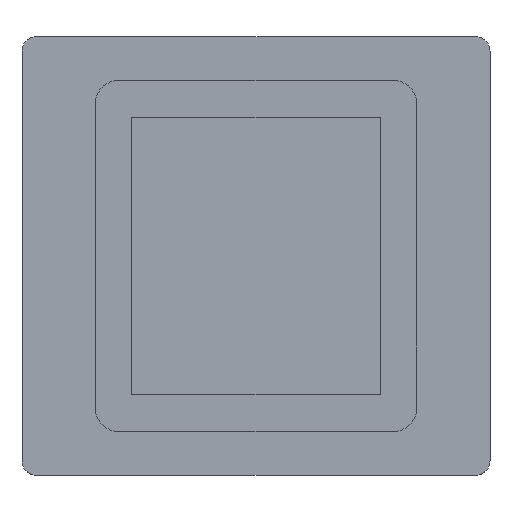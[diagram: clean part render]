
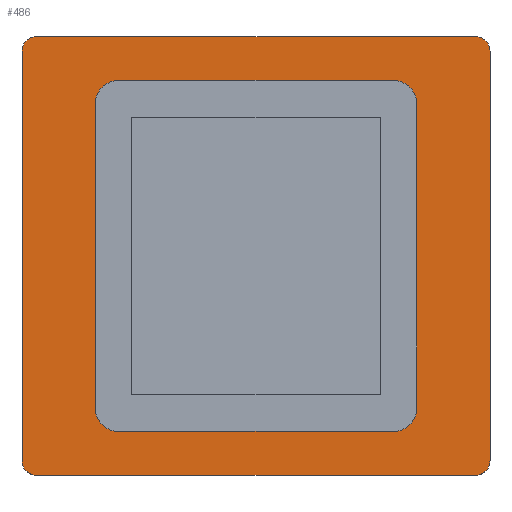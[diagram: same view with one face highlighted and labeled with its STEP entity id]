
A CAD part, top view. The second image highlights one B-rep face of the part: STEP entity #486.
In plain terms, the highlighted planar face has unit normal (0, 0, 1).
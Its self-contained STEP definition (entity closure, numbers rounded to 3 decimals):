
#17 = CARTESIAN_POINT ( 'NONE',  ( 15., -15., 18. ) ) ;
#18 = VERTEX_POINT ( 'NONE', #814 ) ;
#39 = AXIS2_PLACEMENT_3D ( 'NONE', #2055, #461, #1557 ) ;
#42 = EDGE_CURVE ( 'NONE', #560, #1919, #1709, .T. ) ;
#50 = EDGE_CURVE ( 'NONE', #1618, #18, #838, .T. ) ;
#92 = CIRCLE ( 'NONE', #281, 1. ) ;
#117 = CARTESIAN_POINT ( 'NONE',  ( -9.4, 12., 18. ) ) ;
#140 = AXIS2_PLACEMENT_3D ( 'NONE', #218, #1444, #1778 ) ;
#180 = VECTOR ( 'NONE', #1881, 1000. ) ;
#192 = VERTEX_POINT ( 'NONE', #2173 ) ;
#197 = CARTESIAN_POINT ( 'NONE',  ( 11., -10.4, 18. ) ) ;
#204 = ORIENTED_EDGE ( 'NONE', *, *, #626, .T. ) ;
#205 = EDGE_CURVE ( 'NONE', #465, #18, #1414, .T. ) ;
#218 = CARTESIAN_POINT ( 'NONE',  ( -15., 14., 18. ) ) ;
#221 = VERTEX_POINT ( 'NONE', #17 ) ;
#251 = VERTEX_POINT ( 'NONE', #389 ) ;
#281 = AXIS2_PLACEMENT_3D ( 'NONE', #1893, #657, #319 ) ;
#301 = CIRCLE ( 'NONE', #1606, 1.6 ) ;
#310 = CARTESIAN_POINT ( 'NONE',  ( 15., -14., 18. ) ) ;
#319 = DIRECTION ( 'NONE',  ( -1., 0., 0. ) ) ;
#320 = ORIENTED_EDGE ( 'NONE', *, *, #1154, .T. ) ;
#340 = DIRECTION ( 'NONE',  ( 0., 0., -1. ) ) ;
#389 = CARTESIAN_POINT ( 'NONE',  ( 9.4, 12., 18. ) ) ;
#395 = ORIENTED_EDGE ( 'NONE', *, *, #2272, .T. ) ;
#425 = DIRECTION ( 'NONE',  ( -1., 0., 0. ) ) ;
#434 = CARTESIAN_POINT ( 'NONE',  ( -16., 14., 18. ) ) ;
#454 = VECTOR ( 'NONE', #587, 1000. ) ;
#461 = DIRECTION ( 'NONE',  ( 0., 0., 1. ) ) ;
#465 = VERTEX_POINT ( 'NONE', #1364 ) ;
#486 = ADVANCED_FACE ( 'NONE', ( #1737, #1193 ), #1921, .T. ) ;
#530 = CARTESIAN_POINT ( 'NONE',  ( -15., 15., 18. ) ) ;
#531 = ORIENTED_EDGE ( 'NONE', *, *, #205, .F. ) ;
#538 = CIRCLE ( 'NONE', #1845, 1. ) ;
#552 = CIRCLE ( 'NONE', #1858, 1.6 ) ;
#560 = VERTEX_POINT ( 'NONE', #1059 ) ;
#562 = CIRCLE ( 'NONE', #861, 1.6 ) ;
#587 = DIRECTION ( 'NONE',  ( -1., 0., 0. ) ) ;
#594 = CIRCLE ( 'NONE', #140, 1. ) ;
#605 = ORIENTED_EDGE ( 'NONE', *, *, #2165, .F. ) ;
#612 = CARTESIAN_POINT ( 'NONE',  ( 11., 10.4, 18. ) ) ;
#626 = EDGE_CURVE ( 'NONE', #1365, #560, #562, .T. ) ;
#657 = DIRECTION ( 'NONE',  ( 0., 0., -1. ) ) ;
#710 = VECTOR ( 'NONE', #1578, 1000. ) ;
#736 = CARTESIAN_POINT ( 'NONE',  ( -15., -14., 18. ) ) ;
#741 = ORIENTED_EDGE ( 'NONE', *, *, #1240, .T. ) ;
#744 = AXIS2_PLACEMENT_3D ( 'NONE', #736, #1984, #1798 ) ;
#746 = ORIENTED_EDGE ( 'NONE', *, *, #1979, .T. ) ;
#780 = VECTOR ( 'NONE', #793, 1000. ) ;
#793 = DIRECTION ( 'NONE',  ( 1., 0., 0. ) ) ;
#799 = DIRECTION ( 'NONE',  ( 0., 0., -1. ) ) ;
#814 = CARTESIAN_POINT ( 'NONE',  ( -16., -14., 18. ) ) ;
#816 = EDGE_CURVE ( 'NONE', #192, #2287, #2182, .T. ) ;
#838 = LINE ( 'NONE', #1549, #939 ) ;
#861 = AXIS2_PLACEMENT_3D ( 'NONE', #2130, #340, #1807 ) ;
#878 = LINE ( 'NONE', #1746, #710 ) ;
#896 = CARTESIAN_POINT ( 'NONE',  ( -11., -15., 18. ) ) ;
#917 = ORIENTED_EDGE ( 'NONE', *, *, #2286, .T. ) ;
#939 = VECTOR ( 'NONE', #1570, 1000. ) ;
#967 = DIRECTION ( 'NONE',  ( 1., 0., 0. ) ) ;
#968 = CARTESIAN_POINT ( 'NONE',  ( -16., 15., 18. ) ) ;
#969 = DIRECTION ( 'NONE',  ( -1., 0., 0. ) ) ;
#973 = VECTOR ( 'NONE', #967, 1000. ) ;
#1004 = EDGE_LOOP ( 'NONE', ( #1657, #2212, #741, #605, #1873, #2147, #1209, #531 ) ) ;
#1024 = EDGE_CURVE ( 'NONE', #2036, #1531, #1052, .T. ) ;
#1052 = CIRCLE ( 'NONE', #1647, 1.6 ) ;
#1055 = CARTESIAN_POINT ( 'NONE',  ( -9.4, -10.4, 18. ) ) ;
#1059 = CARTESIAN_POINT ( 'NONE',  ( 9.4, -12., 18. ) ) ;
#1086 = LINE ( 'NONE', #896, #1437 ) ;
#1116 = CARTESIAN_POINT ( 'NONE',  ( -9.4, -12., 18. ) ) ;
#1154 = EDGE_CURVE ( 'NONE', #251, #1167, #301, .T. ) ;
#1167 = VERTEX_POINT ( 'NONE', #612 ) ;
#1178 = CARTESIAN_POINT ( 'NONE',  ( -16., 12., 18. ) ) ;
#1193 = FACE_OUTER_BOUND ( 'NONE', #1004, .T. ) ;
#1209 = ORIENTED_EDGE ( 'NONE', *, *, #50, .T. ) ;
#1240 = EDGE_CURVE ( 'NONE', #1649, #1949, #878, .T. ) ;
#1300 = CARTESIAN_POINT ( 'NONE',  ( -11., -10.4, 18. ) ) ;
#1316 = CARTESIAN_POINT ( 'NONE',  ( -16., -15., 18. ) ) ;
#1322 = ORIENTED_EDGE ( 'NONE', *, *, #42, .T. ) ;
#1364 = CARTESIAN_POINT ( 'NONE',  ( -15., -15., 18. ) ) ;
#1365 = VERTEX_POINT ( 'NONE', #197 ) ;
#1379 = CARTESIAN_POINT ( 'NONE',  ( 16., -14., 18. ) ) ;
#1414 = CIRCLE ( 'NONE', #744, 1. ) ;
#1437 = VECTOR ( 'NONE', #1607, 1000. ) ;
#1444 = DIRECTION ( 'NONE',  ( 0., 0., -1. ) ) ;
#1518 = EDGE_LOOP ( 'NONE', ( #395, #1801, #746, #320, #917, #204, #1322, #2148 ) ) ;
#1529 = CARTESIAN_POINT ( 'NONE',  ( -11., 10.4, 18. ) ) ;
#1530 = EDGE_CURVE ( 'NONE', #465, #221, #2190, .T. ) ;
#1531 = VERTEX_POINT ( 'NONE', #117 ) ;
#1541 = CARTESIAN_POINT ( 'NONE',  ( -16., -12., 18. ) ) ;
#1549 = CARTESIAN_POINT ( 'NONE',  ( -16., -15., 18. ) ) ;
#1557 = DIRECTION ( 'NONE',  ( 1., 0., 0. ) ) ;
#1570 = DIRECTION ( 'NONE',  ( 0., -1., 0. ) ) ;
#1578 = DIRECTION ( 'NONE',  ( 0., 1., 0. ) ) ;
#1586 = DIRECTION ( 'NONE',  ( 0., 0., -1. ) ) ;
#1606 = AXIS2_PLACEMENT_3D ( 'NONE', #1846, #799, #969 ) ;
#1607 = DIRECTION ( 'NONE',  ( 0., 1., 0. ) ) ;
#1618 = VERTEX_POINT ( 'NONE', #434 ) ;
#1647 = AXIS2_PLACEMENT_3D ( 'NONE', #2282, #2293, #425 ) ;
#1649 = VERTEX_POINT ( 'NONE', #1379 ) ;
#1657 = ORIENTED_EDGE ( 'NONE', *, *, #1530, .T. ) ;
#1686 = EDGE_CURVE ( 'NONE', #1919, #1767, #552, .T. ) ;
#1709 = LINE ( 'NONE', #1541, #180 ) ;
#1737 = FACE_BOUND ( 'NONE', #1518, .T. ) ;
#1738 = DIRECTION ( 'NONE',  ( 0., 0., -1. ) ) ;
#1746 = CARTESIAN_POINT ( 'NONE',  ( 16., -15., 18. ) ) ;
#1767 = VERTEX_POINT ( 'NONE', #1300 ) ;
#1768 = VECTOR ( 'NONE', #2145, 1000. ) ;
#1778 = DIRECTION ( 'NONE',  ( -1., 0., 0. ) ) ;
#1798 = DIRECTION ( 'NONE',  ( -1., 0., 0. ) ) ;
#1801 = ORIENTED_EDGE ( 'NONE', *, *, #1024, .T. ) ;
#1807 = DIRECTION ( 'NONE',  ( -1., 0., 0. ) ) ;
#1809 = EDGE_CURVE ( 'NONE', #1618, #2287, #594, .T. ) ;
#1845 = AXIS2_PLACEMENT_3D ( 'NONE', #310, #1738, #1914 ) ;
#1846 = CARTESIAN_POINT ( 'NONE',  ( 9.4, 10.4, 18. ) ) ;
#1858 = AXIS2_PLACEMENT_3D ( 'NONE', #1055, #1586, #2285 ) ;
#1873 = ORIENTED_EDGE ( 'NONE', *, *, #816, .T. ) ;
#1881 = DIRECTION ( 'NONE',  ( -1., 0., 0. ) ) ;
#1893 = CARTESIAN_POINT ( 'NONE',  ( 15., 14., 18. ) ) ;
#1914 = DIRECTION ( 'NONE',  ( -1., 0., 0. ) ) ;
#1919 = VERTEX_POINT ( 'NONE', #1116 ) ;
#1921 = PLANE ( 'NONE',  #39 ) ;
#1949 = VERTEX_POINT ( 'NONE', #2047 ) ;
#1979 = EDGE_CURVE ( 'NONE', #1531, #251, #2025, .T. ) ;
#1984 = DIRECTION ( 'NONE',  ( 0., 0., -1. ) ) ;
#2025 = LINE ( 'NONE', #1178, #780 ) ;
#2036 = VERTEX_POINT ( 'NONE', #1529 ) ;
#2047 = CARTESIAN_POINT ( 'NONE',  ( 16., 14., 18. ) ) ;
#2055 = CARTESIAN_POINT ( 'NONE',  ( -16., -15., 18. ) ) ;
#2123 = LINE ( 'NONE', #2161, #1768 ) ;
#2130 = CARTESIAN_POINT ( 'NONE',  ( 9.4, -10.4, 18. ) ) ;
#2145 = DIRECTION ( 'NONE',  ( 0., -1., 0. ) ) ;
#2147 = ORIENTED_EDGE ( 'NONE', *, *, #1809, .F. ) ;
#2148 = ORIENTED_EDGE ( 'NONE', *, *, #1686, .T. ) ;
#2161 = CARTESIAN_POINT ( 'NONE',  ( 11., -15., 18. ) ) ;
#2165 = EDGE_CURVE ( 'NONE', #192, #1949, #92, .T. ) ;
#2173 = CARTESIAN_POINT ( 'NONE',  ( 15., 15., 18. ) ) ;
#2182 = LINE ( 'NONE', #968, #454 ) ;
#2190 = LINE ( 'NONE', #1316, #973 ) ;
#2194 = EDGE_CURVE ( 'NONE', #1649, #221, #538, .T. ) ;
#2212 = ORIENTED_EDGE ( 'NONE', *, *, #2194, .F. ) ;
#2272 = EDGE_CURVE ( 'NONE', #1767, #2036, #1086, .T. ) ;
#2282 = CARTESIAN_POINT ( 'NONE',  ( -9.4, 10.4, 18. ) ) ;
#2285 = DIRECTION ( 'NONE',  ( -1., 0., 0. ) ) ;
#2286 = EDGE_CURVE ( 'NONE', #1167, #1365, #2123, .T. ) ;
#2287 = VERTEX_POINT ( 'NONE', #530 ) ;
#2293 = DIRECTION ( 'NONE',  ( 0., 0., -1. ) ) ;
